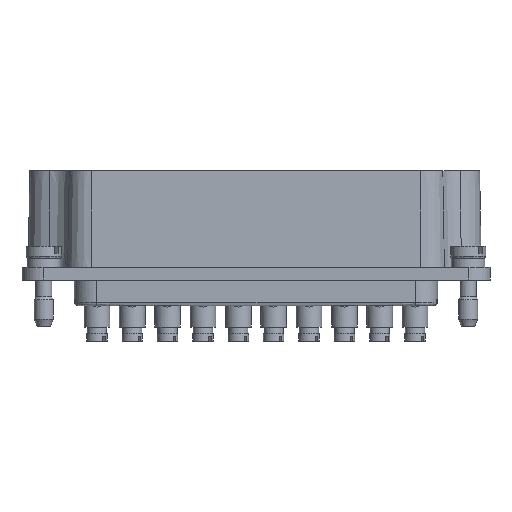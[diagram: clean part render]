
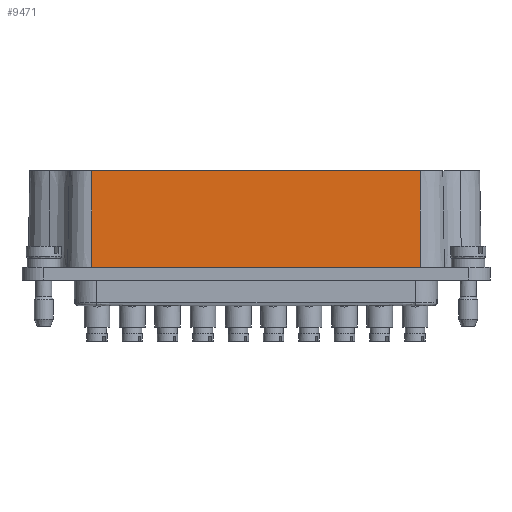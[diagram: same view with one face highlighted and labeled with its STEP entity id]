
A CAD part, front view. The second image highlights one B-rep face of the part: STEP entity #9471.
In plain terms, the highlighted planar face has unit normal (0, -1, 0.018).
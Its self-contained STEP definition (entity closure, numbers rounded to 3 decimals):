
#8433=FACE_OUTER_BOUND('',#11828,.T.);
#9471=ADVANCED_FACE('',(#8433),#10448,.T.);
#10448=PLANE('',#31823);
#11828=EDGE_LOOP('',(#16202,#16203,#16204,#16205));
#16202=ORIENTED_EDGE('',*,*,#22985,.F.);
#16203=ORIENTED_EDGE('',*,*,#22984,.T.);
#16204=ORIENTED_EDGE('',*,*,#22978,.T.);
#16205=ORIENTED_EDGE('',*,*,#22986,.T.);
#20245=VERTEX_POINT('',#44440);
#20246=VERTEX_POINT('',#44442);
#20250=VERTEX_POINT('',#44451);
#20251=VERTEX_POINT('',#44456);
#22978=EDGE_CURVE('',#20246,#20245,#26865,.T.);
#22984=EDGE_CURVE('',#20250,#20246,#26867,.T.);
#22985=EDGE_CURVE('',#20250,#20251,#26868,.T.);
#22986=EDGE_CURVE('',#20245,#20251,#26869,.T.);
#26865=LINE('',#44441,#28629);
#26867=LINE('',#44453,#28631);
#26868=LINE('',#44455,#28632);
#26869=LINE('',#44457,#28633);
#28629=VECTOR('',#36802,1.);
#28631=VECTOR('',#36814,1.);
#28632=VECTOR('',#36817,1.);
#28633=VECTOR('',#36818,1.);
#31823=AXIS2_PLACEMENT_3D('',#44458,#36819,#36820);
#36802=DIRECTION('',(1.,0.,0.));
#36814=DIRECTION('',(0.,-0.017,-1.));
#36817=DIRECTION('',(1.,0.,0.));
#36818=DIRECTION('',(0.,0.017,1.));
#36819=DIRECTION('',(0.,-1.,0.017));
#36820=DIRECTION('',(0.,0.017,1.));
#44440=CARTESIAN_POINT('',(25.584,-9.,2.));
#44441=CARTESIAN_POINT('',(-25.584,-9.,2.));
#44442=CARTESIAN_POINT('',(-25.584,-9.,2.));
#44451=CARTESIAN_POINT('',(-25.584,-8.738,17.));
#44453=CARTESIAN_POINT('',(-25.584,-8.747,16.509));
#44455=CARTESIAN_POINT('',(-37.212,-8.738,17.));
#44456=CARTESIAN_POINT('',(25.584,-8.738,17.));
#44457=CARTESIAN_POINT('',(25.584,-9.,2.));
#44458=CARTESIAN_POINT('',(25.614,-9.001,1.97));
